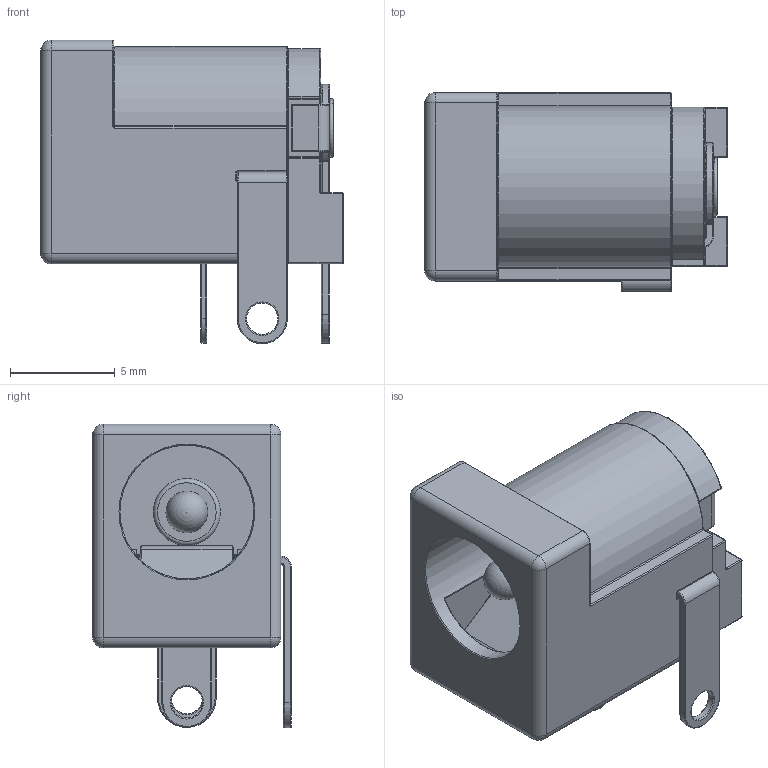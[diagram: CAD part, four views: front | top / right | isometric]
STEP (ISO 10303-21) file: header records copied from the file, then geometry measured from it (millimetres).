
FILE_DESCRIPTION(('FreeCAD Model'),'2;1');
FILE_NAME('Open CASCADE Shape Model','2022-07-06T14:03:30',('Author'),( ''),'Open CASCADE STEP processor 7.5','FreeCAD','Unknown');
FILE_SCHEMA(('AUTOMOTIVE_DESIGN { 1 0 10303 214 1 1 1 1 }'));
Length unit declared in the file: millimetre
Products named in the file (4): Power Barrel Connector Jack 694106301005; Power Barrel Connector Jack 694106301002; Power Barrel Connector Jack 694106301003; Power Barrel Connector Jack 694106301004
Assembly tree (3 placements, depth 2):
  Power Barrel Connector Jack 694106301005
    Power Barrel Connector Jack 694106301002
    Power Barrel Connector Jack 694106301003
    Power Barrel Connector Jack 694106301004
Bounding box: 14.48 x 9.49 x 14.52 mm (x, y, z)
Volume: 708.4 mm3; surface area: 1746.3 mm2
Topology: 3 solids, 3 shells, 706 faces, 1610 edges, 900 vertices
Faces by surface type: cylinder 317, torus 128, plane 120, sphere 73, bspline 67, cone 1
Full cylindrical faces by diameter (mm): 1.5 x3, 1.8 x1, 2 x2, 2.1 x2, 6.4 x1
Entity records: 24046 total; most frequent: CARTESIAN_POINT 4968, DIRECTION 3666, ORIENTED_EDGE 3184, EDGE_CURVE 1592, AXIS2_PLACEMENT_3D 1513, VERTEX_POINT 900, CIRCLE 814, FACE_BOUND 726
